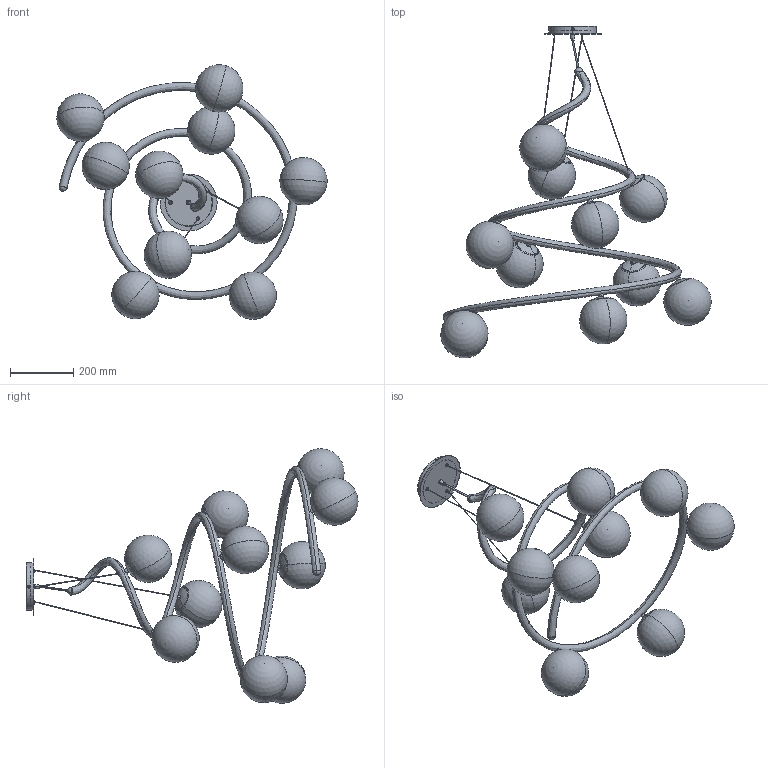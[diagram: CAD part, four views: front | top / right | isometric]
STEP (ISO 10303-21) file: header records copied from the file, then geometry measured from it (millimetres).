
FILE_DESCRIPTION (( 'STEP AP203' ), '1' );
FILE_NAME ('HE 12 00028._exported.step', '2025-02-09T08:49:39', ( '' ), ( '' ), 'SwSTEP 2.0', 'SolidWorks 2023', '' );
FILE_SCHEMA (( 'CONFIG_CONTROL_DESIGN' ));
Length unit declared in the file: millimetre
Products named in the file (1): HE 12 00028._exported
Bounding box: 854.61 x 1049.52 x 805.03 mm (x, y, z)
Surface area: 1111733.1 mm2 (no closed solid volume)
Topology: 0 solids, 43 shells, 203 faces, 690 edges, 479 vertices
Faces by surface type: cylinder 67, sphere 60, torus 42, plane 22, cone 10, bspline 2
Entity records: 12151 total; most frequent: CARTESIAN_POINT 6329, DIRECTION 1378, ORIENTED_EDGE 988, EDGE_CURVE 632, AXIS2_PLACEMENT_3D 616, VERTEX_POINT 445, CIRCLE 414, EDGE_LOOP 237
